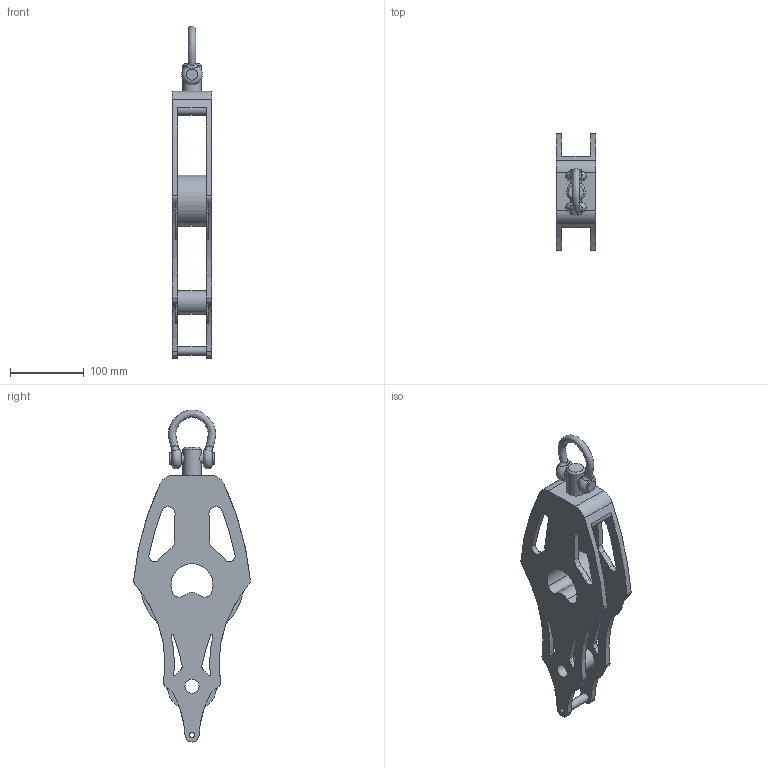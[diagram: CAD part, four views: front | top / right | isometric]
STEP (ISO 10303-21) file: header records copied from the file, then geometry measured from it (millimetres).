
FILE_DESCRIPTION( ( '' ), ' ' );
FILE_NAME( '5bf1cd8f6820b417927f07a8.step', '2018-11-18T20:37:36', ( '' ), ( '' ), ' ', ' ', ' ' );
FILE_SCHEMA( ( 'AUTOMOTIVE_DESIGN { 1 0 10303 214 1 1 1 1 }' ) );
Length unit declared in the file: metre
Products named in the file (1): Becket Fiddle
Bounding box: 53.34 x 158.23 x 451.18 mm (x, y, z)
Volume: 670582.7 mm3; surface area: 171632.8 mm2
Topology: 1 solids, 1 shells, 139 faces, 416 edges, 282 vertices
Faces by surface type: cylinder 84, plane 25, extrusion 24, bspline 3, torus 2, cone 1
Full cylindrical faces by diameter (mm): 6.35 x1, 11.43 x1, 15.24 x4, 19.05 x1, 25.4 x1, 31.75 x1, 69.85 x1
Entity records: 10038 total; most frequent: CARTESIAN_POINT 5185, ORIENTED_EDGE 788, DIRECTION 738, EDGE_CURVE 394, AXIS2_PLACEMENT_3D 288, VERTEX_POINT 278, EDGE_LOOP 188, CIRCLE 175
